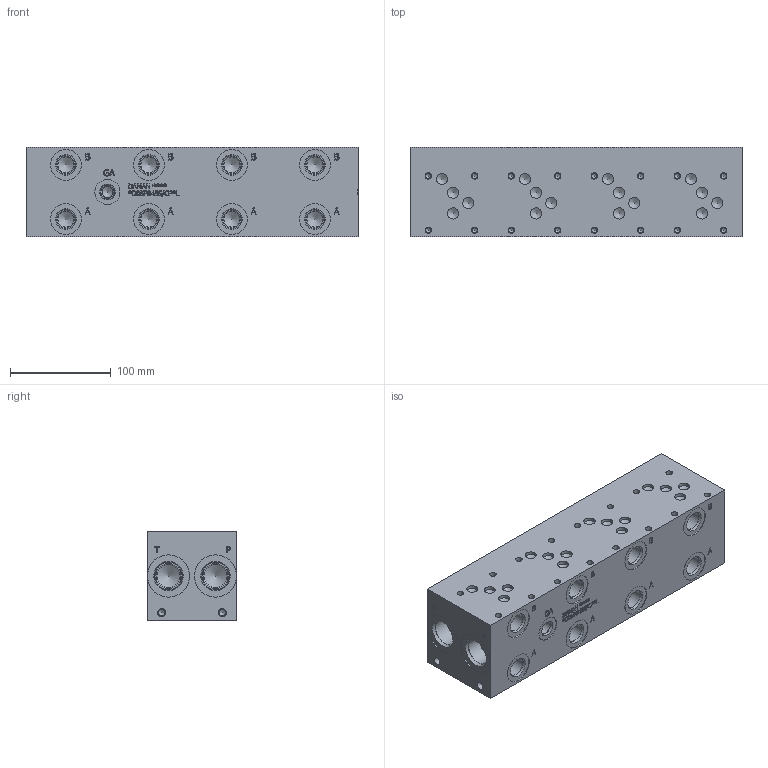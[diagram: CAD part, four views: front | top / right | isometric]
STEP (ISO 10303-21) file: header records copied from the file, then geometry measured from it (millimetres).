
FILE_DESCRIPTION(/* description */ (''),/* implementation_level */ '2;1');
FILE_NAME(/* name */ '_D05P043S_CP_L.stp',/* time_stamp */ '2021-07-22T11:15:16-04:00',/* author */ ('anthonyv'),/* organization */ (''),/* preprocessor_version */ 'ST-DEVELOPER v18.1',/* originating_system */ 'Autodesk Inventor 2021',/* authorisation */ '');
FILE_SCHEMA (('AUTOMOTIVE_DESIGN { 1 0 10303 214 3 1 1 }'));
Length unit declared in the file: millimetre
Products named in the file (1): _D05P043S_CP_L
Bounding box: 330.2 x 88.9 x 88.9 mm (x, y, z)
Volume: 2446436.8 mm3; surface area: 168007.8 mm2
Topology: 1 solids, 1 shells, 903 faces, 2467 edges, 1675 vertices
Faces by surface type: plane 477, bspline 206, cylinder 127, cone 93
Full cylindrical faces by diameter (mm): 5.105 x16, 6.35 x16, 6.528 x4, 7.925 x4, 10.719 x1, 11.125 x16, 12.9 x1, 14.275 x1, 14.3 x1, 14.529 x1, 15.875 x8, 15.9 x1, 17.501 x8, 19.05 x8, 19.253 x8, 20.62 x1, 22.23 x1, 22.54 x1, 23.012 x4, 24.917 x4, 25.019 x1, 26.99 x2, 27 x2, 27.432 x4, 30.16 x1, 30.632 x8, 42.037 x4
Entity records: 30185 total; most frequent: CARTESIAN_POINT 7674, ORIENTED_EDGE 4834, DIRECTION 3882, EDGE_CURVE 2417, VERTEX_POINT 1675, LINE 1524, VECTOR 1524, AXIS2_PLACEMENT_3D 1179
